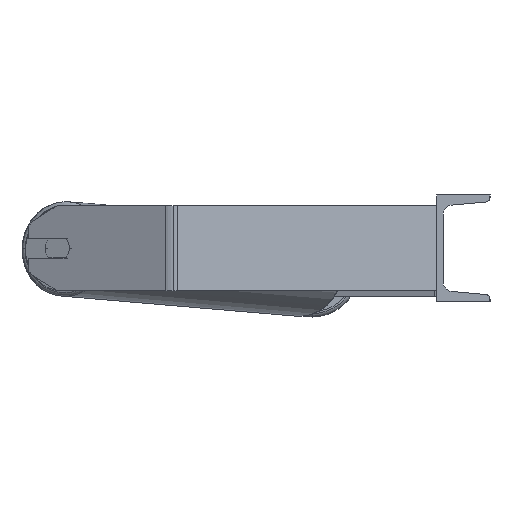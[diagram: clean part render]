
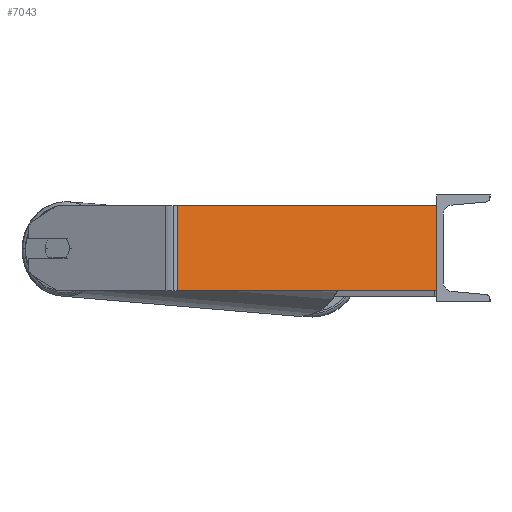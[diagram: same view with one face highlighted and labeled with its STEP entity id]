
A CAD part, left-side view. The second image highlights one B-rep face of the part: STEP entity #7043.
In plain terms, the highlighted planar face has unit normal (-0.966, -0.259, 0).
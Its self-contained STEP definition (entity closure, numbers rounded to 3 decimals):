
#522 = EDGE_LOOP ( 'NONE', ( #1001, #4336, #7515, #5780 ) ) ;
#966 = DIRECTION ( 'NONE',  ( 0.966, 0.259, 0. ) ) ;
#1001 = ORIENTED_EDGE ( 'NONE', *, *, #5733, .T. ) ;
#1136 = DIRECTION ( 'NONE',  ( 0., 0., -1. ) ) ;
#1333 = LINE ( 'NONE', #7804, #8673 ) ;
#1391 = VECTOR ( 'NONE', #6561, 1000. ) ;
#1624 = LINE ( 'NONE', #4442, #1391 ) ;
#1655 = FACE_OUTER_BOUND ( 'NONE', #522, .T. ) ;
#1708 = CARTESIAN_POINT ( 'NONE',  ( -851.692, 248.897, 40. ) ) ;
#1786 = CARTESIAN_POINT ( 'NONE',  ( -785., 0., 40. ) ) ;
#2469 = CARTESIAN_POINT ( 'NONE',  ( -851.692, 248.897, 40. ) ) ;
#2583 = VERTEX_POINT ( 'NONE', #5601 ) ;
#2979 = VERTEX_POINT ( 'NONE', #1786 ) ;
#3240 = VERTEX_POINT ( 'NONE', #7276 ) ;
#3661 = LINE ( 'NONE', #2469, #3679 ) ;
#3679 = VECTOR ( 'NONE', #5253, 1000. ) ;
#3969 = VERTEX_POINT ( 'NONE', #4363 ) ;
#4190 = VECTOR ( 'NONE', #1136, 1000. ) ;
#4336 = ORIENTED_EDGE ( 'NONE', *, *, #4824, .F. ) ;
#4363 = CARTESIAN_POINT ( 'NONE',  ( -785., 0., -40. ) ) ;
#4442 = CARTESIAN_POINT ( 'NONE',  ( -851.692, 248.897, -40. ) ) ;
#4824 = EDGE_CURVE ( 'NONE', #2979, #3969, #6648, .T. ) ;
#4945 = DIRECTION ( 'NONE',  ( 0., 0., -1. ) ) ;
#5253 = DIRECTION ( 'NONE',  ( 0.259, -0.966, 0. ) ) ;
#5257 = DIRECTION ( 'NONE',  ( -0.259, 0.966, 0. ) ) ;
#5601 = CARTESIAN_POINT ( 'NONE',  ( -850.185, 243.272, -40. ) ) ;
#5733 = EDGE_CURVE ( 'NONE', #2583, #3969, #1624, .T. ) ;
#5780 = ORIENTED_EDGE ( 'NONE', *, *, #7768, .T. ) ;
#6561 = DIRECTION ( 'NONE',  ( 0.259, -0.966, 0. ) ) ;
#6648 = LINE ( 'NONE', #8852, #4190 ) ;
#7043 = ADVANCED_FACE ( 'NONE', ( #1655 ), #7251, .F. ) ;
#7251 = PLANE ( 'NONE',  #7915 ) ;
#7276 = CARTESIAN_POINT ( 'NONE',  ( -850.185, 243.272, 40. ) ) ;
#7515 = ORIENTED_EDGE ( 'NONE', *, *, #9052, .F. ) ;
#7768 = EDGE_CURVE ( 'NONE', #3240, #2583, #1333, .T. ) ;
#7804 = CARTESIAN_POINT ( 'NONE',  ( -850.185, 243.272, 40. ) ) ;
#7915 = AXIS2_PLACEMENT_3D ( 'NONE', #1708, #966, #5257 ) ;
#8673 = VECTOR ( 'NONE', #4945, 1000. ) ;
#8852 = CARTESIAN_POINT ( 'NONE',  ( -785., 0., 40. ) ) ;
#9052 = EDGE_CURVE ( 'NONE', #3240, #2979, #3661, .T. ) ;
